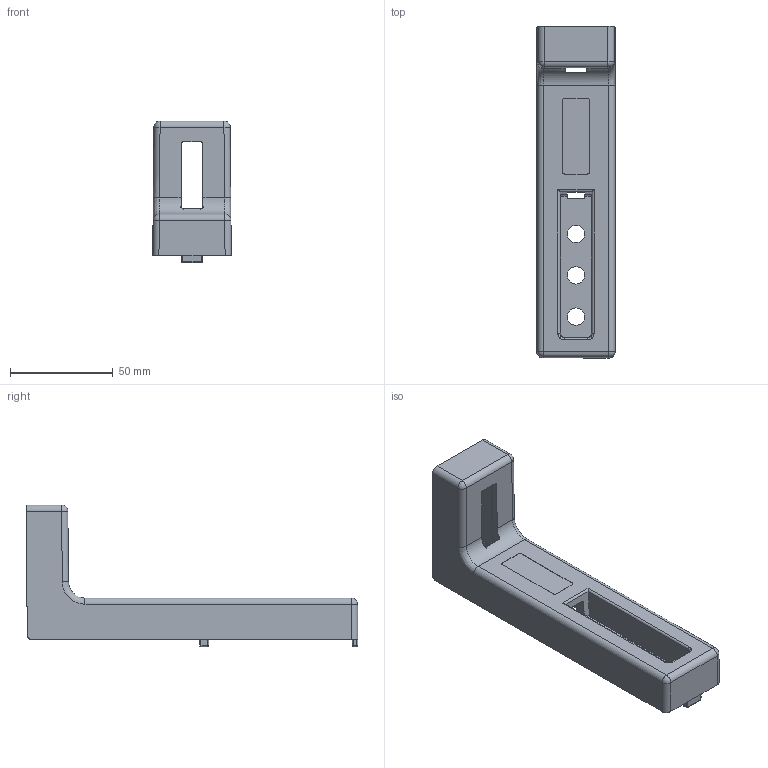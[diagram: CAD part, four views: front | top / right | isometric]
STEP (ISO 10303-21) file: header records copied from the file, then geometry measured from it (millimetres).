
FILE_DESCRIPTION(/* description */ ('Squadretta di basamento in alluminio serie 40-45'),/* implementation_level */ '2;1');
FILE_NAME(/* name */ 'BL40.stp',/* time_stamp */ '2022-07-11T14:11:37+02:00',/* author */ ('omnitec'),/* organization */ (''),/* preprocessor_version */ 'ST-DEVELOPER v18.1',/* originating_system */ 'Autodesk Inventor 2021',/* authorisation */ '');
FILE_SCHEMA (('AUTOMOTIVE_DESIGN { 1 0 10303 214 3 1 1 }'));
Length unit declared in the file: millimetre
Products named in the file (1): BL40
Bounding box: 38.23 x 161.53 x 69.11 mm (x, y, z)
Volume: 87940 mm3; surface area: 34783.8 mm2
Topology: 1 solids, 1 shells, 235 faces, 578 edges, 325 vertices
Faces by surface type: cylinder 110, plane 53, bspline 47, sphere 18, torus 4, cone 3
Entity records: 9562 total; most frequent: CARTESIAN_POINT 4311, ORIENTED_EDGE 1120, DIRECTION 1058, EDGE_CURVE 560, AXIS2_PLACEMENT_3D 393, VERTEX_POINT 325, LINE 272, VECTOR 272
